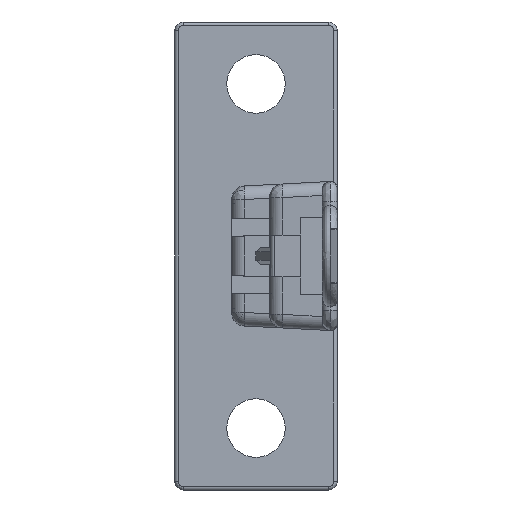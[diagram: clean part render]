
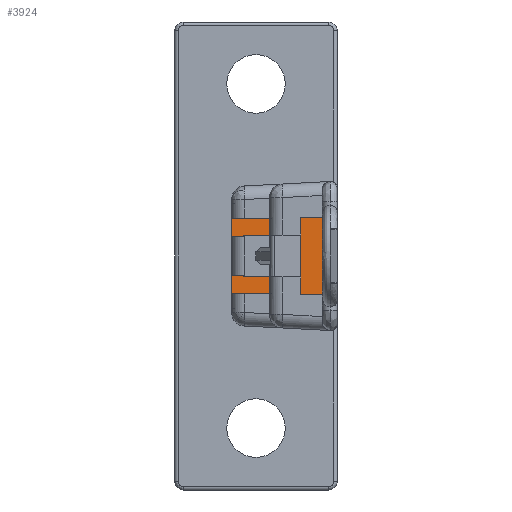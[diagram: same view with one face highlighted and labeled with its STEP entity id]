
A CAD part, left-side view. The second image highlights one B-rep face of the part: STEP entity #3924.
In plain terms, the highlighted planar face has unit normal (-1, -0.018, 0).
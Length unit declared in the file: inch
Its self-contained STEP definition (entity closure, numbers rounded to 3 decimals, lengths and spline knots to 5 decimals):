
#1014 = EDGE_CURVE ( 'NONE', #1016, #1326, #8433, .T. ) ;
#1016 = VERTEX_POINT ( 'NONE', #8493 ) ;
#1018 = EDGE_CURVE ( 'NONE', #1016, #1052, #8492, .T. ) ;
#1052 = VERTEX_POINT ( 'NONE', #8331 ) ;
#1084 = EDGE_CURVE ( 'NONE', #1267, #1052, #8379, .T. ) ;
#1267 = VERTEX_POINT ( 'NONE', #8995 ) ;
#1269 = EDGE_CURVE ( 'NONE', #1267, #1326, #9017, .T. ) ;
#1326 = VERTEX_POINT ( 'NONE', #9127 ) ;
#3756 = EDGE_LOOP ( 'NONE', ( #3805, #3836, #3869, #3870 ) ) ;
#3805 = ORIENTED_EDGE ( 'NONE', *, *, #1269, .F. ) ;
#3836 = ORIENTED_EDGE ( 'NONE', *, *, #1084, .T. ) ;
#3869 = ORIENTED_EDGE ( 'NONE', *, *, #1018, .F. ) ;
#3870 = ORIENTED_EDGE ( 'NONE', *, *, #1014, .T. ) ;
#3924 = ADVANCED_FACE ( 'NONE', ( #12951 ), #12950, .F. ) ;
#8310 = DIRECTION ( 'NONE',  ( 0.017, -1., -0.017 ) ) ;
#8311 = VECTOR ( 'NONE', #8310, 39.37008 ) ;
#8331 = CARTESIAN_POINT ( 'NONE',  ( -0.11309, 0.01934, -0.15857 ) ) ;
#8378 = CARTESIAN_POINT ( 'NONE',  ( -0.11811, 0.30709, -0.15354 ) ) ;
#8379 = LINE ( 'NONE', #8378, #8311 ) ;
#8389 = DIRECTION ( 'NONE',  ( 0., 0., -1. ) ) ;
#8390 = VECTOR ( 'NONE', #8389, 39.37008 ) ;
#8433 = LINE ( 'NONE', #8463, #8494 ) ;
#8462 = DIRECTION ( 'NONE',  ( -0.017, 1., -0.017 ) ) ;
#8463 = CARTESIAN_POINT ( 'NONE',  ( -0.11309, 0.01934, 0.15857 ) ) ;
#8491 = CARTESIAN_POINT ( 'NONE',  ( -0.11309, 0.01934, 0.70671 ) ) ;
#8492 = LINE ( 'NONE', #8491, #8390 ) ;
#8493 = CARTESIAN_POINT ( 'NONE',  ( -0.11309, 0.01934, 0.15857 ) ) ;
#8494 = VECTOR ( 'NONE', #8462, 39.37008 ) ;
#8995 = CARTESIAN_POINT ( 'NONE',  ( -0.11811, 0.30709, -0.15354 ) ) ;
#9014 = DIRECTION ( 'NONE',  ( 0., 0., 1. ) ) ;
#9015 = VECTOR ( 'NONE', #9014, 39.37008 ) ;
#9016 = CARTESIAN_POINT ( 'NONE',  ( -0.11811, 0.30709, -0.21654 ) ) ;
#9017 = LINE ( 'NONE', #9016, #9015 ) ;
#9127 = CARTESIAN_POINT ( 'NONE',  ( -0.11811, 0.30709, 0.15354 ) ) ;
#12946 = DIRECTION ( 'NONE',  ( -0.017, 1., 0. ) ) ;
#12947 = DIRECTION ( 'NONE',  ( 1., 0.017, 0. ) ) ;
#12948 = CARTESIAN_POINT ( 'NONE',  ( -0.11811, 0.30709, -0.27341 ) ) ;
#12949 = AXIS2_PLACEMENT_3D ( 'NONE', #12948, #12947, #12946 ) ;
#12950 = PLANE ( 'NONE',  #12949 ) ;
#12951 = FACE_OUTER_BOUND ( 'NONE', #3756, .T. ) ;
